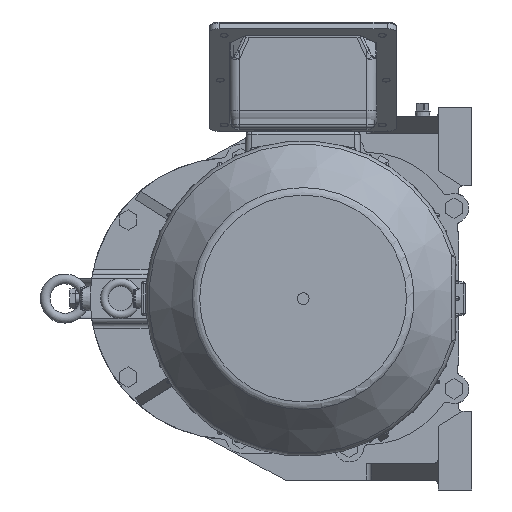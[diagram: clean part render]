
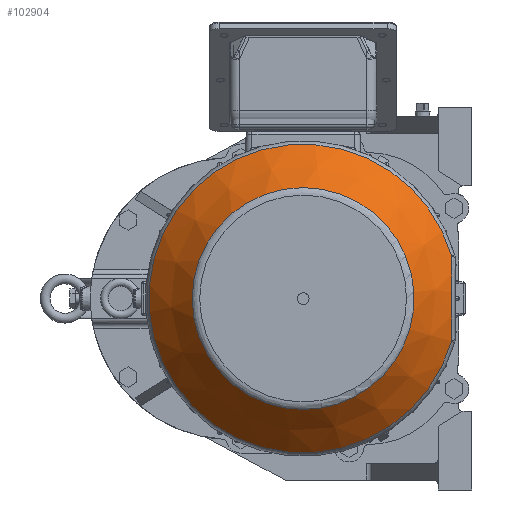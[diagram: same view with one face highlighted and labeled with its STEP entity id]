
A CAD part, left-side view. The second image highlights one B-rep face of the part: STEP entity #102904.
In plain terms, the highlighted conical face has half-angle 40 degrees and reference radius 160.7 mm.
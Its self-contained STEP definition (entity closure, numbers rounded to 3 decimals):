
#1926 = DIRECTION ( 'NONE',  ( 1., 0., 0. ) ) ;
#4728 = CONICAL_SURFACE ( 'NONE', #150410, 160.7, 0.698 ) ;
#7309 = DIRECTION ( 'NONE',  ( 0., 0., 1. ) ) ;
#25927 = CARTESIAN_POINT ( 'NONE',  ( -428.278, -63.275, 0. ) ) ;
#27527 = EDGE_CURVE ( 'NONE', #81898, #35827, #67732, .T. ) ;
#27904 = AXIS2_PLACEMENT_3D ( 'NONE', #69496, #82749, #7309 ) ;
#33133 = CARTESIAN_POINT ( 'NONE',  ( -432.46, -214.316, -43.537 ) ) ;
#35456 = CARTESIAN_POINT ( 'NONE',  ( -438.518, -214.715, 14.701 ) ) ;
#35827 = VERTEX_POINT ( 'NONE', #33133 ) ;
#37079 = CARTESIAN_POINT ( 'NONE',  ( -432.46, -214.316, -43.537 ) ) ;
#47071 = CARTESIAN_POINT ( 'NONE',  ( -436.344, -214.568, 29.284 ) ) ;
#47845 = CARTESIAN_POINT ( 'NONE',  ( -432.46, -214.316, 43.537 ) ) ;
#48705 = CARTESIAN_POINT ( 'NONE',  ( -438.077, -214.685, 18.367 ) ) ;
#50266 = ORIENTED_EDGE ( 'NONE', *, *, #80194, .T. ) ;
#65640 = VERTEX_POINT ( 'NONE', #87290 ) ;
#67732 = CIRCLE ( 'NONE', #27904, 157.191 ) ;
#69496 = CARTESIAN_POINT ( 'NONE',  ( -432.46, -63.275, 0. ) ) ;
#72810 = CARTESIAN_POINT ( 'NONE',  ( -438.961, -214.746, 9.161 ) ) ;
#76050 = B_SPLINE_CURVE_WITH_KNOTS ( 'NONE', 3,
 ( #37079, #86911, #125117, #85259, #162402, #96918, #112641, #138358, #72810, #35456, #48705, #47071, #86076, #97752 ),
 .UNSPECIFIED., .F., .F.,
 ( 4, 2, 2, 2, 2, 2, 4 ),
 ( 0., 0.022, 0.044, 0.049, 0.055, 0.066, 0.088 ),
 .UNSPECIFIED. ) ;
#76573 = DIRECTION ( 'NONE',  ( 0., 0., -1. ) ) ;
#80194 = EDGE_CURVE ( 'NONE', #35827, #81898, #76050, .T. ) ;
#81898 = VERTEX_POINT ( 'NONE', #47845 ) ;
#82749 = DIRECTION ( 'NONE',  ( -1., 0., 0. ) ) ;
#85259 = CARTESIAN_POINT ( 'NONE',  ( -438.641, -214.723, -14.839 ) ) ;
#86076 = CARTESIAN_POINT ( 'NONE',  ( -434.639, -214.455, 36.456 ) ) ;
#86084 = CARTESIAN_POINT ( 'NONE',  ( -485.128, -63.275, 0. ) ) ;
#86911 = CARTESIAN_POINT ( 'NONE',  ( -434.637, -214.455, -36.461 ) ) ;
#87290 = CARTESIAN_POINT ( 'NONE',  ( -485.128, -63.275, 112.997 ) ) ;
#96098 = DIRECTION ( 'NONE',  ( 1., 0., 0. ) ) ;
#96918 = CARTESIAN_POINT ( 'NONE',  ( -439.255, -214.766, 1.753 ) ) ;
#97752 = CARTESIAN_POINT ( 'NONE',  ( -432.46, -214.316, 43.537 ) ) ;
#102904 = ADVANCED_FACE ( 'NONE', ( #118033, #139686 ), #4728, .T. ) ;
#103679 = CIRCLE ( 'NONE', #127624, 112.997 ) ;
#104380 = EDGE_LOOP ( 'NONE', ( #116834, #50266 ) ) ;
#112641 = CARTESIAN_POINT ( 'NONE',  ( -439.219, -214.763, 3.606 ) ) ;
#116834 = ORIENTED_EDGE ( 'NONE', *, *, #27527, .T. ) ;
#118033 = FACE_BOUND ( 'NONE', #126390, .T. ) ;
#124315 = DIRECTION ( 'NONE',  ( 0., 0., 1. ) ) ;
#125117 = CARTESIAN_POINT ( 'NONE',  ( -436.336, -214.568, -29.311 ) ) ;
#126390 = EDGE_LOOP ( 'NONE', ( #148132 ) ) ;
#127624 = AXIS2_PLACEMENT_3D ( 'NONE', #86084, #96098, #124315 ) ;
#132722 = EDGE_CURVE ( 'NONE', #65640, #65640, #103679, .T. ) ;
#138358 = CARTESIAN_POINT ( 'NONE',  ( -439.072, -214.753, 7.309 ) ) ;
#139686 = FACE_OUTER_BOUND ( 'NONE', #104380, .T. ) ;
#148132 = ORIENTED_EDGE ( 'NONE', *, *, #132722, .T. ) ;
#150410 = AXIS2_PLACEMENT_3D ( 'NONE', #25927, #1926, #76573 ) ;
#162402 = CARTESIAN_POINT ( 'NONE',  ( -439.248, -214.765, -7.517 ) ) ;
